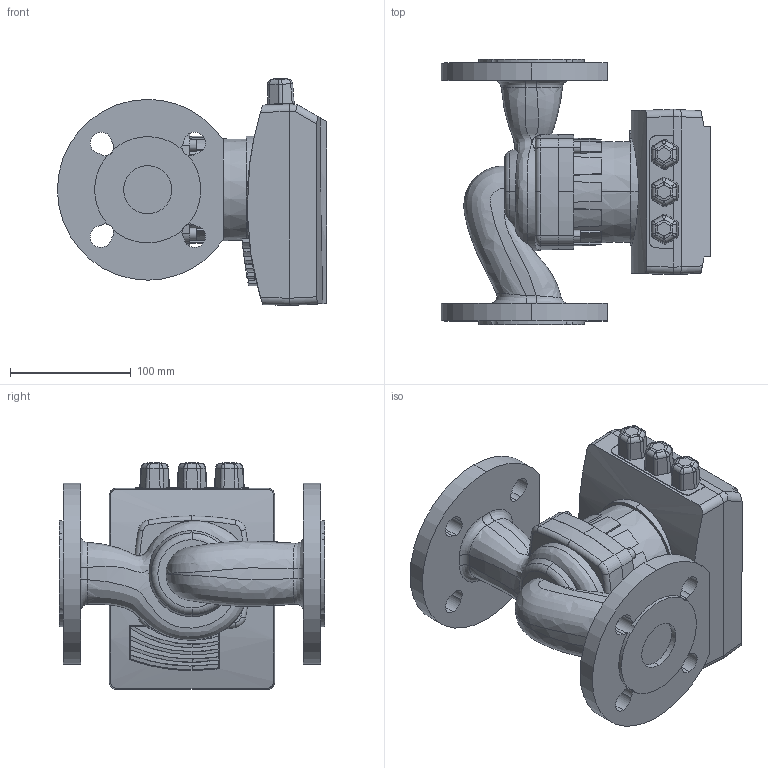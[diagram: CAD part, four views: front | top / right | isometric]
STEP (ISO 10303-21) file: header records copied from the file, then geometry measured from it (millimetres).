
FILE_DESCRIPTION (( 'STEP AP203' ), '1' );
FILE_NAME ('A401.STEP', '2010-10-29T07:17:37', ( ' ' ), ( '' ), 'SwSTEP 2.0', 'SolidWorks 2008', '' );
FILE_SCHEMA (( 'CONFIG_CONTROL_DESIGN' ));
Length unit declared in the file: millimetre
Products named in the file (3): Motor kompl_Standard; Pumpengehäuse_Standard; A401
Assembly tree (2 placements, depth 2):
  A401
    Motor kompl_Standard
    Pumpengehäuse_Standard
Bounding box: 223.4 x 220 x 188.32 mm (x, y, z)
Volume: 2831185.9 mm3; surface area: 259506.9 mm2
Topology: 4 solids, 4 shells, 503 faces, 1305 edges, 831 vertices
Faces by surface type: cylinder 201, plane 194, bspline 63, cone 18, torus 15, sphere 12
Entity records: 27102 total; most frequent: CARTESIAN_POINT 15128, ORIENTED_EDGE 2610, DIRECTION 2272, EDGE_CURVE 1305, AXIS2_PLACEMENT_3D 836, VERTEX_POINT 831, VECTOR 600, LINE 600
